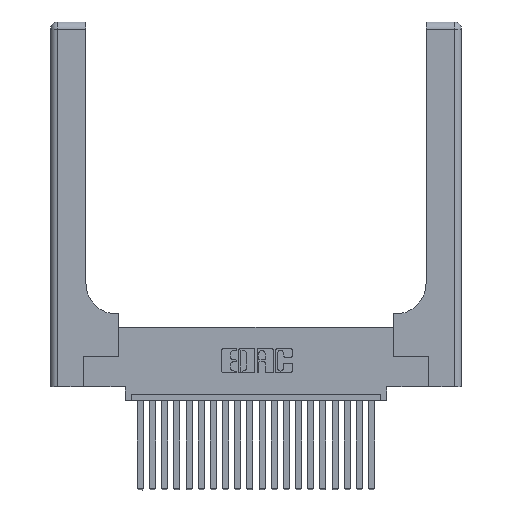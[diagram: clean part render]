
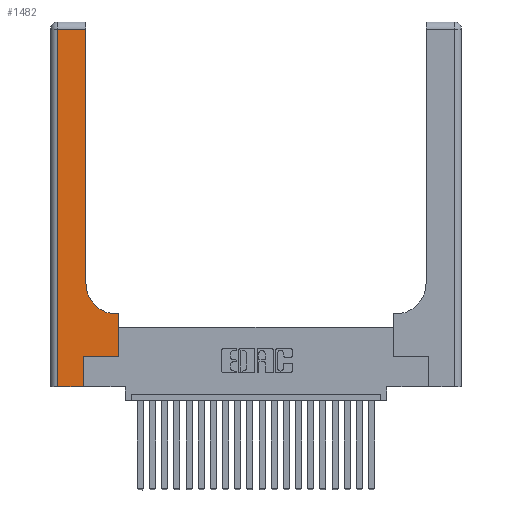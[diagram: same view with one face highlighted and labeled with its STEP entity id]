
A CAD part, top view. The second image highlights one B-rep face of the part: STEP entity #1482.
In plain terms, the highlighted planar face has unit normal (0, 0, 1).
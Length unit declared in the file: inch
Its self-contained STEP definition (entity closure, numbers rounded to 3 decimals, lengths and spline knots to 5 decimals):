
#12 = CARTESIAN_POINT ( 'NONE',  ( 0.2915, 0.6, 0.37 ) ) ;
#195 = AXIS2_PLACEMENT_3D ( 'NONE', #22966, #18733, #17849 ) ;
#662 = CIRCLE ( 'NONE', #13454, 0.25 ) ;
#1217 = VECTOR ( 'NONE', #8498, 39.37008 ) ;
#1318 = VECTOR ( 'NONE', #1682, 39.37008 ) ;
#1482 = ADVANCED_FACE ( 'NONE', ( #12829 ), #10471, .F. ) ;
#1682 = DIRECTION ( 'NONE',  ( 1., 0., 0. ) ) ;
#1758 = ORIENTED_EDGE ( 'NONE', *, *, #6397, .T. ) ;
#2380 = VECTOR ( 'NONE', #12376, 39.37008 ) ;
#2833 = CARTESIAN_POINT ( 'NONE',  ( 0.5585, 0.25, 0.37 ) ) ;
#3522 = VERTEX_POINT ( 'NONE', #15190 ) ;
#4228 = CARTESIAN_POINT ( 'NONE',  ( 0.269, 0.25, 0.37 ) ) ;
#4377 = EDGE_CURVE ( 'NONE', #3522, #4684, #14807, .T. ) ;
#4381 = CARTESIAN_POINT ( 'NONE',  ( 0.5415, 0.85, 0.37 ) ) ;
#4684 = VERTEX_POINT ( 'NONE', #21364 ) ;
#5068 = CARTESIAN_POINT ( 'NONE',  ( 0.2915, 0.85, 0.37 ) ) ;
#5127 = CARTESIAN_POINT ( 'NONE',  ( 0., 0., 0.37 ) ) ;
#5259 = VECTOR ( 'NONE', #17245, 39.37008 ) ;
#5740 = VERTEX_POINT ( 'NONE', #23137 ) ;
#5975 = VECTOR ( 'NONE', #8896, 39.37008 ) ;
#5984 = CARTESIAN_POINT ( 'NONE',  ( 0.5585, 0.6, 0.37 ) ) ;
#6397 = EDGE_CURVE ( 'NONE', #11545, #9351, #17247, .T. ) ;
#6978 = CARTESIAN_POINT ( 'NONE',  ( 0.2915, 3., 0.37 ) ) ;
#7367 = VECTOR ( 'NONE', #13197, 39.37008 ) ;
#8306 = ORIENTED_EDGE ( 'NONE', *, *, #13342, .T. ) ;
#8498 = DIRECTION ( 'NONE',  ( 0., -1., 0. ) ) ;
#8896 = DIRECTION ( 'NONE',  ( -1., 0., 0. ) ) ;
#8954 = EDGE_CURVE ( 'NONE', #5740, #17095, #9325, .T. ) ;
#9323 = LINE ( 'NONE', #12, #5975 ) ;
#9325 = LINE ( 'NONE', #17482, #1217 ) ;
#9331 = ORIENTED_EDGE ( 'NONE', *, *, #17470, .T. ) ;
#9351 = VERTEX_POINT ( 'NONE', #5984 ) ;
#9686 = DIRECTION ( 'NONE',  ( 1., 0., 0. ) ) ;
#10466 = VECTOR ( 'NONE', #14197, 39.37008 ) ;
#10471 = PLANE ( 'NONE',  #195 ) ;
#10542 = ORIENTED_EDGE ( 'NONE', *, *, #8954, .T. ) ;
#10951 = VERTEX_POINT ( 'NONE', #5068 ) ;
#11325 = CARTESIAN_POINT ( 'NONE',  ( 0.5415, 0.6, 0.37 ) ) ;
#11545 = VERTEX_POINT ( 'NONE', #12537 ) ;
#11902 = ORIENTED_EDGE ( 'NONE', *, *, #19621, .T. ) ;
#12305 = VECTOR ( 'NONE', #16421, 39.37008 ) ;
#12376 = DIRECTION ( 'NONE',  ( 0., 1., 0. ) ) ;
#12537 = CARTESIAN_POINT ( 'NONE',  ( 0.5585, 0.25, 0.37 ) ) ;
#12627 = ORIENTED_EDGE ( 'NONE', *, *, #13628, .T. ) ;
#12777 = LINE ( 'NONE', #5127, #1318 ) ;
#12829 = FACE_OUTER_BOUND ( 'NONE', #22262, .T. ) ;
#13197 = DIRECTION ( 'NONE',  ( 1., 0., 0. ) ) ;
#13342 = EDGE_CURVE ( 'NONE', #16369, #5740, #15199, .T. ) ;
#13454 = AXIS2_PLACEMENT_3D ( 'NONE', #4381, #14765, #9686 ) ;
#13628 = EDGE_CURVE ( 'NONE', #4684, #11545, #22453, .T. ) ;
#14011 = ORIENTED_EDGE ( 'NONE', *, *, #19018, .T. ) ;
#14197 = DIRECTION ( 'NONE',  ( -1., 0., 0. ) ) ;
#14765 = DIRECTION ( 'NONE',  ( 0., 0., -1. ) ) ;
#14807 = LINE ( 'NONE', #15557, #12305 ) ;
#15190 = CARTESIAN_POINT ( 'NONE',  ( 0.269, 0., 0.37 ) ) ;
#15199 = LINE ( 'NONE', #17812, #10466 ) ;
#15236 = ORIENTED_EDGE ( 'NONE', *, *, #22884, .T. ) ;
#15557 = CARTESIAN_POINT ( 'NONE',  ( 0.269, 0., 0.37 ) ) ;
#16044 = LINE ( 'NONE', #6978, #2380 ) ;
#16128 = CARTESIAN_POINT ( 'NONE',  ( 0.06, 0., 0.37 ) ) ;
#16369 = VERTEX_POINT ( 'NONE', #19295 ) ;
#16421 = DIRECTION ( 'NONE',  ( 0., 1., 0. ) ) ;
#16532 = ORIENTED_EDGE ( 'NONE', *, *, #4377, .T. ) ;
#16559 = VERTEX_POINT ( 'NONE', #11325 ) ;
#17095 = VERTEX_POINT ( 'NONE', #16128 ) ;
#17245 = DIRECTION ( 'NONE',  ( 0., 1., 0. ) ) ;
#17247 = LINE ( 'NONE', #2833, #5259 ) ;
#17470 = EDGE_CURVE ( 'NONE', #17095, #3522, #12777, .T. ) ;
#17482 = CARTESIAN_POINT ( 'NONE',  ( 0.06, 3., 0.37 ) ) ;
#17812 = CARTESIAN_POINT ( 'NONE',  ( 0., 2.94, 0.37 ) ) ;
#17849 = DIRECTION ( 'NONE',  ( -1., 0., 0. ) ) ;
#18733 = DIRECTION ( 'NONE',  ( 0., 0., -1. ) ) ;
#19018 = EDGE_CURVE ( 'NONE', #10951, #16369, #16044, .T. ) ;
#19295 = CARTESIAN_POINT ( 'NONE',  ( 0.2915, 2.94, 0.37 ) ) ;
#19621 = EDGE_CURVE ( 'NONE', #9351, #16559, #9323, .T. ) ;
#21364 = CARTESIAN_POINT ( 'NONE',  ( 0.269, 0.25, 0.37 ) ) ;
#22262 = EDGE_LOOP ( 'NONE', ( #14011, #8306, #10542, #9331, #16532, #12627, #1758, #11902, #15236 ) ) ;
#22453 = LINE ( 'NONE', #4228, #7367 ) ;
#22884 = EDGE_CURVE ( 'NONE', #16559, #10951, #662, .T. ) ;
#22966 = CARTESIAN_POINT ( 'NONE',  ( 0., 3., 0.37 ) ) ;
#23137 = CARTESIAN_POINT ( 'NONE',  ( 0.06, 2.94, 0.37 ) ) ;
